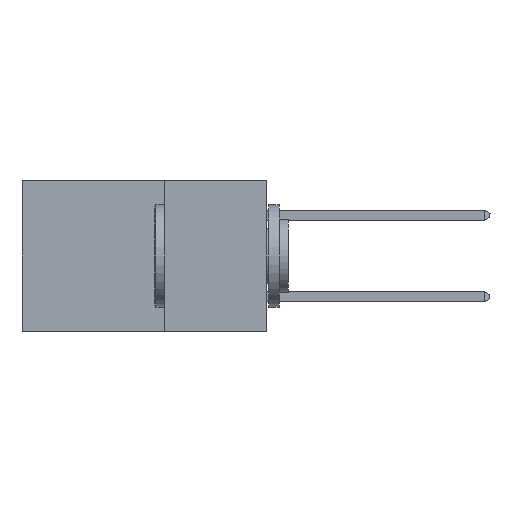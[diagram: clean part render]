
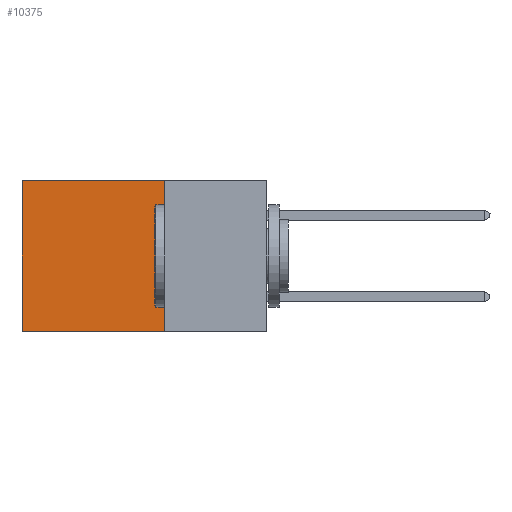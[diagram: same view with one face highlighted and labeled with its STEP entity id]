
A CAD part, left-side view. The second image highlights one B-rep face of the part: STEP entity #10375.
In plain terms, the highlighted planar face has unit normal (-1, 0, 0).
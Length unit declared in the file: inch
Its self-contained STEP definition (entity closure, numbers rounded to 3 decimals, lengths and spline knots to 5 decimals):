
#849 = VECTOR ( 'NONE', #5636, 39.37008 ) ;
#1442 = DIRECTION ( 'NONE',  ( 0., 1., 0. ) ) ;
#1696 = EDGE_CURVE ( 'NONE', #12118, #7979, #9015, .T. ) ;
#1779 = CARTESIAN_POINT ( 'NONE',  ( 0.2875, 0.6, -0.37 ) ) ;
#2512 = ORIENTED_EDGE ( 'NONE', *, *, #3536, .T. ) ;
#2796 = ORIENTED_EDGE ( 'NONE', *, *, #8355, .F. ) ;
#3003 = DIRECTION ( 'NONE',  ( 0., 1., 0. ) ) ;
#3026 = ORIENTED_EDGE ( 'NONE', *, *, #13641, .F. ) ;
#3412 = CARTESIAN_POINT ( 'NONE',  ( 0.2875, 0.25, 0. ) ) ;
#3536 = EDGE_CURVE ( 'NONE', #7979, #4613, #7088, .T. ) ;
#3551 = VECTOR ( 'NONE', #1442, 39.37008 ) ;
#3740 = CARTESIAN_POINT ( 'NONE',  ( 0.2875, 0.6, 0. ) ) ;
#3916 = LINE ( 'NONE', #7362, #6496 ) ;
#4260 = PLANE ( 'NONE',  #13688 ) ;
#4613 = VERTEX_POINT ( 'NONE', #1779 ) ;
#4624 = CARTESIAN_POINT ( 'NONE',  ( 0.2875, 0.25, -0.37 ) ) ;
#5370 = DIRECTION ( 'NONE',  ( 1., 0., 0. ) ) ;
#5471 = CARTESIAN_POINT ( 'NONE',  ( 0.2875, 0.25, 0. ) ) ;
#5636 = DIRECTION ( 'NONE',  ( 0., 0., -1. ) ) ;
#6044 = VERTEX_POINT ( 'NONE', #4624 ) ;
#6340 = FACE_OUTER_BOUND ( 'NONE', #10653, .T. ) ;
#6496 = VECTOR ( 'NONE', #3003, 39.37008 ) ;
#7088 = LINE ( 'NONE', #8904, #849 ) ;
#7362 = CARTESIAN_POINT ( 'NONE',  ( 0.2875, 0.25, -0.37 ) ) ;
#7979 = VERTEX_POINT ( 'NONE', #3740 ) ;
#8355 = EDGE_CURVE ( 'NONE', #12118, #6044, #12361, .T. ) ;
#8385 = ORIENTED_EDGE ( 'NONE', *, *, #1696, .T. ) ;
#8904 = CARTESIAN_POINT ( 'NONE',  ( 0.2875, 0.6, 0. ) ) ;
#9015 = LINE ( 'NONE', #3412, #3551 ) ;
#9115 = VECTOR ( 'NONE', #13006, 39.37008 ) ;
#10375 = ADVANCED_FACE ( 'NONE', ( #6340 ), #4260, .F. ) ;
#10653 = EDGE_LOOP ( 'NONE', ( #2512, #3026, #2796, #8385 ) ) ;
#11359 = CARTESIAN_POINT ( 'NONE',  ( 0.2875, 0.25, 0. ) ) ;
#11885 = CARTESIAN_POINT ( 'NONE',  ( 0.2875, 0.25, 0. ) ) ;
#12118 = VERTEX_POINT ( 'NONE', #11359 ) ;
#12361 = LINE ( 'NONE', #5471, #9115 ) ;
#12956 = DIRECTION ( 'NONE',  ( 0., 0., -1. ) ) ;
#13006 = DIRECTION ( 'NONE',  ( 0., 0., -1. ) ) ;
#13641 = EDGE_CURVE ( 'NONE', #6044, #4613, #3916, .T. ) ;
#13688 = AXIS2_PLACEMENT_3D ( 'NONE', #11885, #5370, #12956 ) ;
